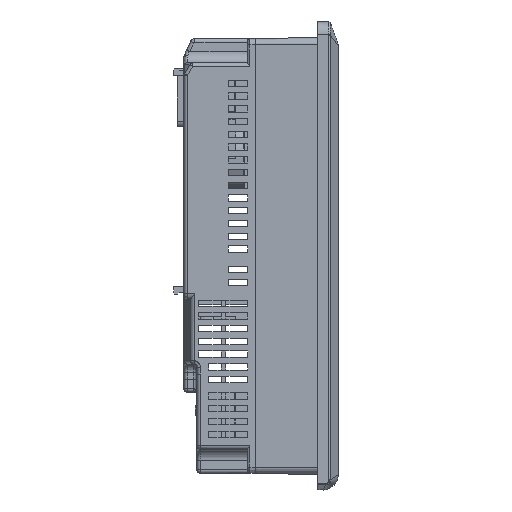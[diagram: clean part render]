
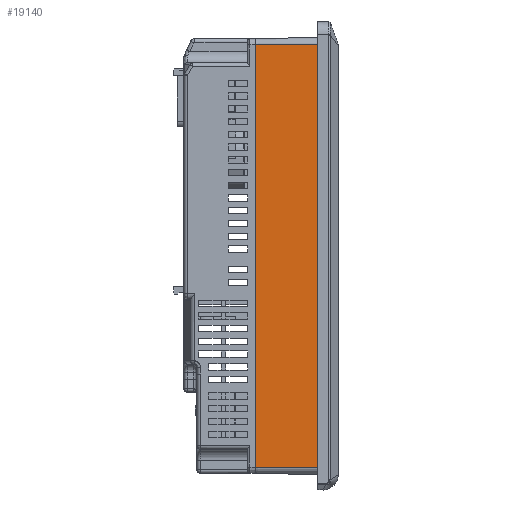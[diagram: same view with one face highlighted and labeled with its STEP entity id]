
A CAD part, left-side view. The second image highlights one B-rep face of the part: STEP entity #19140.
In plain terms, the highlighted planar face has unit normal (-1, 0.018, 0).
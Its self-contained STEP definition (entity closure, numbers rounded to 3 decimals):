
#12722=DIRECTION('',(-0.018,-1.,
0.));
#12723=VECTOR('',#12722,21.772);
#12724=CARTESIAN_POINT('',(-91.499,-67.,10.75));
#12725=LINE('',#12724,#12723);
#12726=DIRECTION('',(0.018,1.,0.));
#12727=VECTOR('',#12726,21.772);
#12728=CARTESIAN_POINT('',(-91.881,-88.768,143.25));
#12729=LINE('',#12728,#12727);
#12730=DIRECTION('',(0.,0.,1.));
#12731=VECTOR('',#12730,132.5);
#12732=CARTESIAN_POINT('',(-91.881,-88.768,
10.75));
#12733=LINE('',#12732,#12731);
#12748=DIRECTION('',(0.,0.,1.));
#12749=VECTOR('',#12748,132.5);
#12750=CARTESIAN_POINT('',(-91.499,-67.,10.75));
#12751=LINE('',#12750,#12749);
#16285=CARTESIAN_POINT('',(-91.879,-88.768,143.25));
#16286=VERTEX_POINT('',#16285);
#16288=CARTESIAN_POINT('',(-91.881,-88.768,
10.75));
#16289=VERTEX_POINT('',#16288);
#16317=CARTESIAN_POINT('',(-91.499,-67.,10.75));
#16318=VERTEX_POINT('',#16317);
#16321=CARTESIAN_POINT('',(-91.499,-67.,143.25));
#16322=VERTEX_POINT('',#16321);
#19127=CARTESIAN_POINT('',(-91.689,-77.884,77.));
#19128=DIRECTION('',(1.,-0.017,0.));
#19129=DIRECTION('',(0.017,1.,0.));
#19130=AXIS2_PLACEMENT_3D('',#19127,#19128,#19129);
#19131=PLANE('',#19130);
#19132=ORIENTED_EDGE('',*,*,#19118,.F.);
#19134=ORIENTED_EDGE('',*,*,#19133,.T.);
#19135=ORIENTED_EDGE('',*,*,#18666,.F.);
#19137=ORIENTED_EDGE('',*,*,#19136,.F.);
#19138=EDGE_LOOP('',(#19132,#19134,#19135,#19137));
#19139=FACE_OUTER_BOUND('',#19138,.F.);
#19140=ADVANCED_FACE('',(#19139),#19131,.F.);
#18666=EDGE_CURVE('',#16286,#16322,#12729,.T.);
#19118=EDGE_CURVE('',#16318,#16289,#12725,.T.);
#19133=EDGE_CURVE('',#16318,#16322,#12751,.T.);
#19136=EDGE_CURVE('',#16289,#16286,#12733,.T.);
